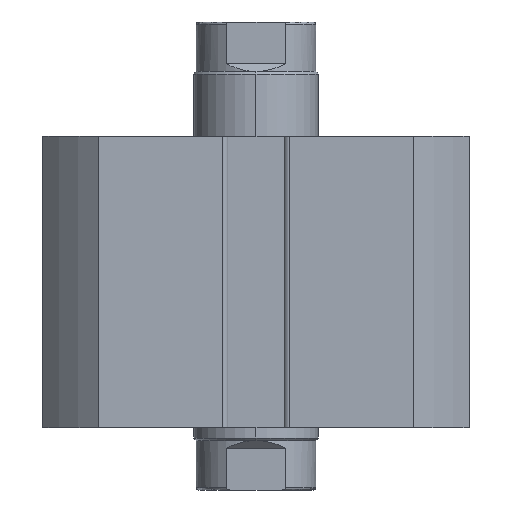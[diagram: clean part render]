
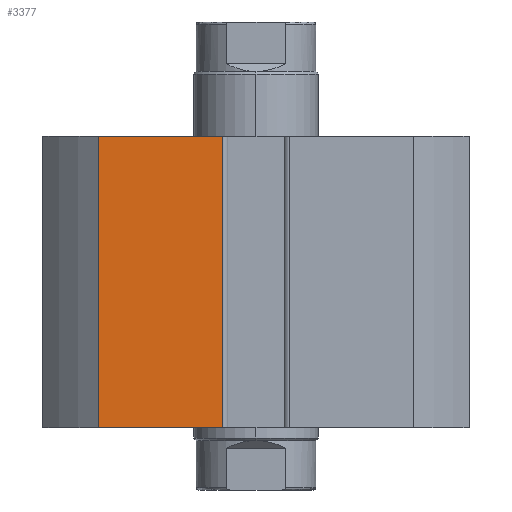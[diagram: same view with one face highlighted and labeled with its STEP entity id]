
A CAD part, front view. The second image highlights one B-rep face of the part: STEP entity #3377.
In plain terms, the highlighted planar face has unit normal (0, -1, 0).
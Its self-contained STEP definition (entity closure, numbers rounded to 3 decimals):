
#240 = LINE ( 'NONE', #2649, #242 ) ;
#242 = VECTOR ( 'NONE', #2647, 1000. ) ;
#258 = LINE ( 'NONE', #2758, #265 ) ;
#265 = VECTOR ( 'NONE', #2739, 1000. ) ;
#297 = LINE ( 'NONE', #4176, #302 ) ;
#302 = VECTOR ( 'NONE', #4177, 1000. ) ;
#398 = LINE ( 'NONE', #2631, #400 ) ;
#400 = VECTOR ( 'NONE', #2632, 1000. ) ;
#767 = FACE_OUTER_BOUND ( 'NONE', #4915, .T. ) ;
#1223 = AXIS2_PLACEMENT_3D ( 'NONE', #3489, #3492, #3493 ) ;
#1482 = EDGE_CURVE ( 'NONE', #2260, #2305, #240, .T. ) ;
#1504 = EDGE_CURVE ( 'NONE', #2260, #2376, #258, .T. ) ;
#1554 = EDGE_CURVE ( 'NONE', #2305, #2392, #398, .T. ) ;
#2260 = VERTEX_POINT ( 'NONE', #5167 ) ;
#2305 = VERTEX_POINT ( 'NONE', #5076 ) ;
#2376 = VERTEX_POINT ( 'NONE', #5050 ) ;
#2392 = VERTEX_POINT ( 'NONE', #5042 ) ;
#2631 = CARTESIAN_POINT ( 'NONE',  ( -3.2, -20.5, 28. ) ) ;
#2632 = DIRECTION ( 'NONE',  ( 0., 0., 1. ) ) ;
#2647 = DIRECTION ( 'NONE',  ( 1., 0., 0. ) ) ;
#2649 = CARTESIAN_POINT ( 'NONE',  ( -20.5, -20.5, 0. ) ) ;
#2739 = DIRECTION ( 'NONE',  ( 0., 0., 1. ) ) ;
#2758 = CARTESIAN_POINT ( 'NONE',  ( -15.166, -20.5, 0. ) ) ;
#2897 = ORIENTED_EDGE ( 'NONE', *, *, #1482, .T. ) ;
#2946 = ORIENTED_EDGE ( 'NONE', *, *, #1504, .F. ) ;
#3030 = ORIENTED_EDGE ( 'NONE', *, *, #1554, .T. ) ;
#3078 = ORIENTED_EDGE ( 'NONE', *, *, #4686, .F. ) ;
#3377 = ADVANCED_FACE ( 'NONE', ( #767 ), #3490, .F. ) ;
#3489 = CARTESIAN_POINT ( 'NONE',  ( -20.5, -20.5, 28. ) ) ;
#3490 = PLANE ( 'NONE',  #1223 ) ;
#3492 = DIRECTION ( 'NONE',  ( 0., 1., 0. ) ) ;
#3493 = DIRECTION ( 'NONE',  ( 0., 0., 1. ) ) ;
#4176 = CARTESIAN_POINT ( 'NONE',  ( -20.5, -20.5, 28. ) ) ;
#4177 = DIRECTION ( 'NONE',  ( 1., 0., 0. ) ) ;
#4686 = EDGE_CURVE ( 'NONE', #2376, #2392, #297, .T. ) ;
#4915 = EDGE_LOOP ( 'NONE', ( #2946, #2897, #3030, #3078 ) ) ;
#5042 = CARTESIAN_POINT ( 'NONE',  ( -3.2, -20.5, 28. ) ) ;
#5050 = CARTESIAN_POINT ( 'NONE',  ( -15.166, -20.5, 28. ) ) ;
#5076 = CARTESIAN_POINT ( 'NONE',  ( -3.2, -20.5, 0. ) ) ;
#5167 = CARTESIAN_POINT ( 'NONE',  ( -15.166, -20.5, 0. ) ) ;
